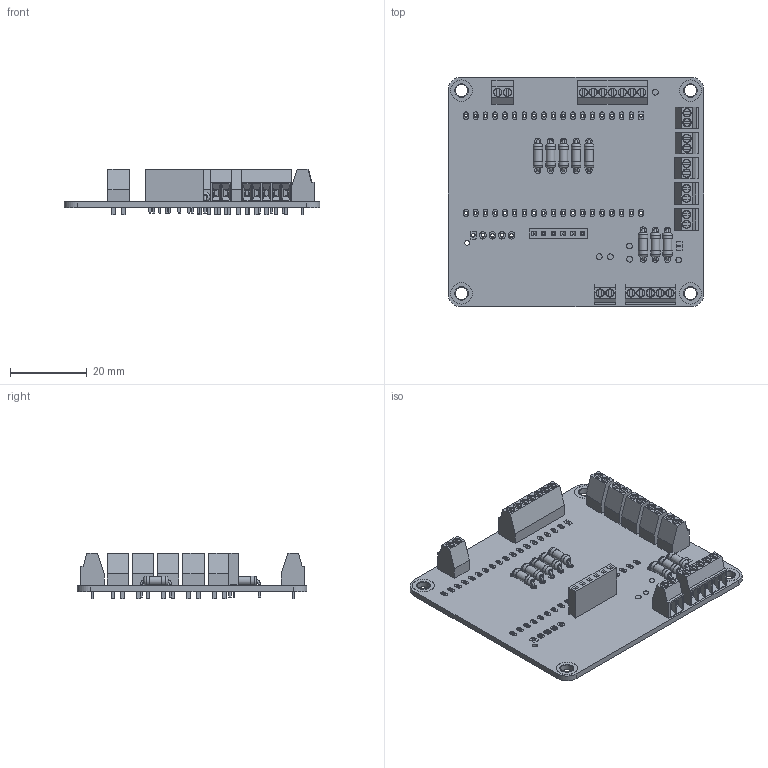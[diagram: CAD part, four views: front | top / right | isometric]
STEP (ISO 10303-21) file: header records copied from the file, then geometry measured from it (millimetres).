
FILE_DESCRIPTION(('KiCad electronic assembly'),'2;1');
FILE_NAME('Steering Wheel.step','2026-02-02T13:03:16',('Pcbnew'),( 'Kicad'),'Open CASCADE STEP processor 7.8','KiCad to STEP converter' ,'Unknown');
FILE_SCHEMA(('AUTOMOTIVE_DESIGN { 1 0 10303 214 1 1 1 1 }'));
Length unit declared in the file: millimetre
Products named in the file (8): Steering Wheel 1; PinSocket_1x06_P2.54mm_Vertical; R_Axial_DIN0207_L6.3mm_D2.5mm_P7.62mm_Horizontal; TerminalBlock_Phoenix_MPT-0,5-2-2.54_1x02_P2.54mm_Horizontal; TerminalBlock_Phoenix_MPT-0,5-5-2.54_1x05_P2.54mm_Horizontal; TerminalBlock_Phoenix_MPT-0,5-7-2.54_1x07_P2.54mm_Horizontal; Steering Wheel_pad; Steering Wheel_PCB
Assembly tree (20 placements, depth 2):
  Steering Wheel 1
    PinSocket_1x06_P2.54mm_Vertical
    R_Axial_DIN0207_L6.3mm_D2.5mm_P7.62mm_Horizontal  x8
    TerminalBlock_Phoenix_MPT-0,5-2-2.54_1x02_P2.54mm_Horizontal  x7
    TerminalBlock_Phoenix_MPT-0,5-5-2.54_1x05_P2.54mm_Horizontal
    TerminalBlock_Phoenix_MPT-0,5-7-2.54_1x07_P2.54mm_Horizontal
    Steering Wheel_pad
    Steering Wheel_PCB
Bounding box: 66.78 x 59.98 x 12 mm (x, y, z)
Volume: 9105.8 mm3; surface area: 17797.7 mm2
Topology: 320 solids, 320 shells, 2999 faces, 6327 edges, 4130 vertices
Faces by surface type: plane 1913, cylinder 950, bspline 104, torus 32
Full cylindrical faces by diameter (mm): 0.6 x16, 0.75 x162, 0.8 x108, 0.9 x15, 0.95 x28, 1 x12, 1.05 x78, 1.1 x80, 1.2 x1, 1.5 x6, 1.6 x32, 1.7 x10, 2 x26, 2.2 x60, 2.25 x8, 2.5 x16, 3.15 x20, 3.2 x8, 3.6 x8, 5.6 x8
Entity records: 73536 total; most frequent: DIRECTION 11640, CARTESIAN_POINT 11305, ORIENTED_EDGE 10040, EDGE_CURVE 5020, AXIS2_PLACEMENT_3D 4305, VERTEX_POINT 3300, FACE_BOUND 3288, EDGE_LOOP 3288
